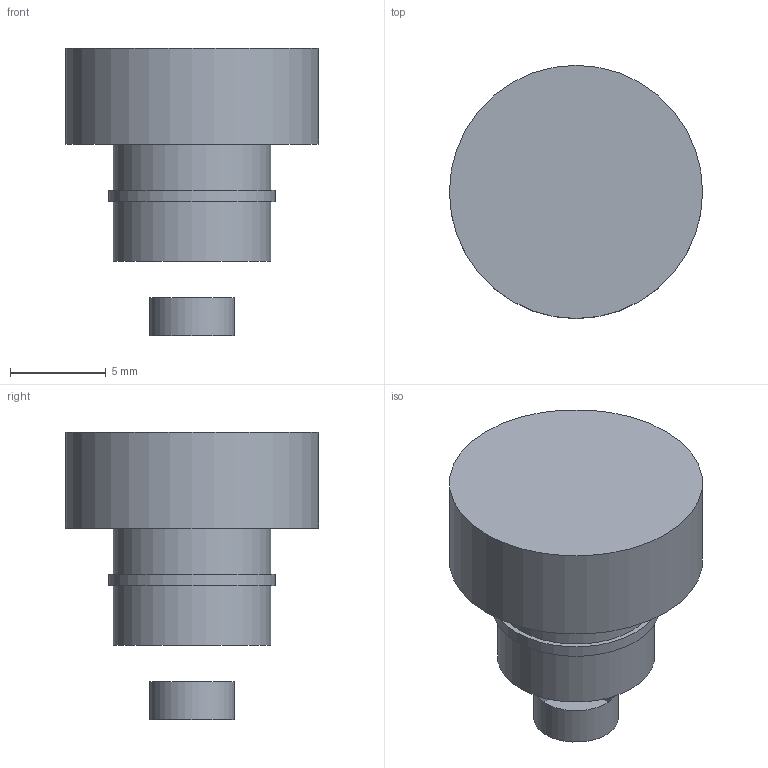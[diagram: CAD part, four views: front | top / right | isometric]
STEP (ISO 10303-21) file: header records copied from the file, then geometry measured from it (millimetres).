
FILE_DESCRIPTION(/* description */ (''),/* implementation_level */ '2;1');
FILE_NAME(/* name */ 'ECAS_Cutter.step',/* time_stamp */ '2023-05-23T07:41:53-07:00',/* author */ (''),/* organization */ (''),/* preprocessor_version */ 'ST-DEVELOPER v19.2',/* originating_system */ 'Autodesk Translation Framework v12.4.0.73',/* authorisation */ '');
FILE_SCHEMA (('AUTOMOTIVE_DESIGN { 1 0 10303 214 3 1 1 }'));
Length unit declared in the file: millimetre
Products named in the file (1): FusionComponent
Bounding box: 13.2 x 13.2 x 15 mm (x, y, z)
Volume: 1101.5 mm3; surface area: 695.5 mm2
Topology: 1 solids, 1 shells, 11 faces, 18 edges, 12 vertices
Faces by surface type: cylinder 5, plane 5, cone 1
Full cylindrical faces by diameter (mm): 4.4 x1, 8.2 x2, 8.7 x1, 13.197 x1
Entity records: 304 total; most frequent: DIRECTION 54, CARTESIAN_POINT 42, ORIENTED_EDGE 36, AXIS2_PLACEMENT_3D 24, EDGE_CURVE 18, EDGE_LOOP 14, CIRCLE 12, VERTEX_POINT 12
